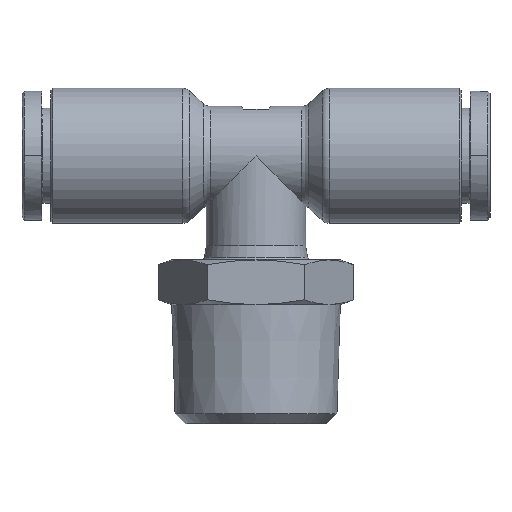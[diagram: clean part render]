
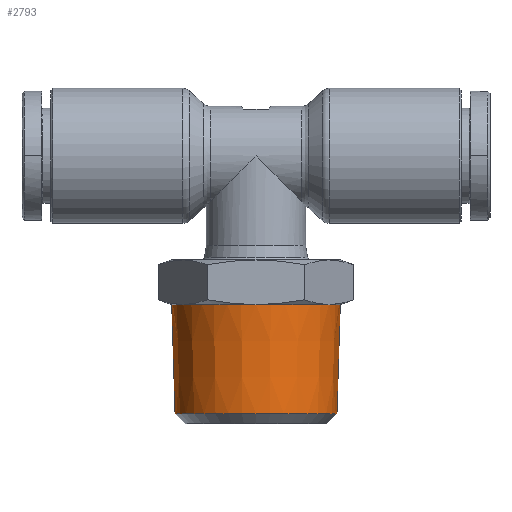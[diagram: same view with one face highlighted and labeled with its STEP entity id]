
A CAD part, front view. The second image highlights one B-rep face of the part: STEP entity #2793.
In plain terms, the highlighted conical face has half-angle 1.754 degrees and reference radius 8.316 mm.
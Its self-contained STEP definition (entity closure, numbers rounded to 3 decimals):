
#2656=CARTESIAN_POINT('',(-8.5,0.,-15.));
#2657=VERTEX_POINT('',#2656);
#2694=CARTESIAN_POINT('',(8.5,0.,-15.));
#2695=VERTEX_POINT('',#2694);
#2729=CARTESIAN_POINT('',(0.,0.,-21.0));
#2730=DIRECTION('',(0.,0.,1.0));
#2731=DIRECTION('',(1.0,0.0,0.0));
#2732=AXIS2_PLACEMENT_3D('',#2729,#2730,#2731);
#2733=CONICAL_SURFACE('',#2732,8.316,1.754);
#2734=CARTESIAN_POINT('',(8.163,0.,-26.));
#2735=VERTEX_POINT('',#2734);
#2736=CARTESIAN_POINT('',(8.5,0.,-15.));
#2737=DIRECTION('',(-0.031,0.,-1.));
#2738=VECTOR('',#2737,11.006);
#2739=LINE('',#2736,#2738);
#2740=EDGE_CURVE('',#2695,#2735,#2739,.T.);
#2741=ORIENTED_EDGE('',*,*,#2740,.F.);
#2742=CARTESIAN_POINT('',(7.361,-4.25,-15.));
#2743=VERTEX_POINT('',#2742);
#2744=CARTESIAN_POINT('',(0.,0.,-15.0));
#2745=DIRECTION('',(0.0,0.0,-1.0));
#2746=DIRECTION('',(1.0,0.0,0.0));
#2747=AXIS2_PLACEMENT_3D('',#2744,#2745,#2746);
#2748=CIRCLE('',#2747,8.5);
#2749=EDGE_CURVE('',#2695,#2743,#2748,.T.);
#2750=ORIENTED_EDGE('',*,*,#2749,.T.);
#2751=CARTESIAN_POINT('',(0.,-8.5,-15.));
#2752=VERTEX_POINT('',#2751);
#2753=CARTESIAN_POINT('',(0.,0.,-15.0));
#2754=DIRECTION('',(0.0,0.0,-1.0));
#2755=DIRECTION('',(1.0,0.0,0.0));
#2756=AXIS2_PLACEMENT_3D('',#2753,#2754,#2755);
#2757=CIRCLE('',#2756,8.5);
#2758=EDGE_CURVE('',#2743,#2752,#2757,.T.);
#2759=ORIENTED_EDGE('',*,*,#2758,.T.);
#2760=CARTESIAN_POINT('',(-7.361,-4.25,-15.));
#2761=VERTEX_POINT('',#2760);
#2762=CARTESIAN_POINT('',(0.,0.,-15.0));
#2763=DIRECTION('',(0.0,0.0,-1.0));
#2764=DIRECTION('',(1.0,0.0,0.0));
#2765=AXIS2_PLACEMENT_3D('',#2762,#2763,#2764);
#2766=CIRCLE('',#2765,8.5);
#2767=EDGE_CURVE('',#2752,#2761,#2766,.T.);
#2768=ORIENTED_EDGE('',*,*,#2767,.T.);
#2769=CARTESIAN_POINT('',(0.,0.,-15.0));
#2770=DIRECTION('',(0.0,0.0,-1.0));
#2771=DIRECTION('',(1.0,0.0,0.0));
#2772=AXIS2_PLACEMENT_3D('',#2769,#2770,#2771);
#2773=CIRCLE('',#2772,8.5);
#2774=EDGE_CURVE('',#2761,#2657,#2773,.T.);
#2775=ORIENTED_EDGE('',*,*,#2774,.T.);
#2776=CARTESIAN_POINT('',(-8.163,0.,-26.));
#2777=VERTEX_POINT('',#2776);
#2778=CARTESIAN_POINT('',(-8.163,0.,-26.));
#2779=DIRECTION('',(-0.031,0.,1.));
#2780=VECTOR('',#2779,11.006);
#2781=LINE('',#2778,#2780);
#2782=EDGE_CURVE('',#2777,#2657,#2781,.T.);
#2783=ORIENTED_EDGE('',*,*,#2782,.F.);
#2784=CARTESIAN_POINT('',(0.,0.,-26.));
#2785=DIRECTION('',(0.0,0.0,-1.0));
#2786=DIRECTION('',(-1.0,0.0,0.0));
#2787=AXIS2_PLACEMENT_3D('',#2784,#2785,#2786);
#2788=CIRCLE('',#2787,8.163);
#2789=EDGE_CURVE('',#2735,#2777,#2788,.T.);
#2790=ORIENTED_EDGE('',*,*,#2789,.F.);
#2791=EDGE_LOOP('',(#2741,#2750,#2759,#2768,#2775,#2783,#2790));
#2792=FACE_OUTER_BOUND('',#2791,.T.);
#2793=ADVANCED_FACE('',(#2792),#2733,.T.);
